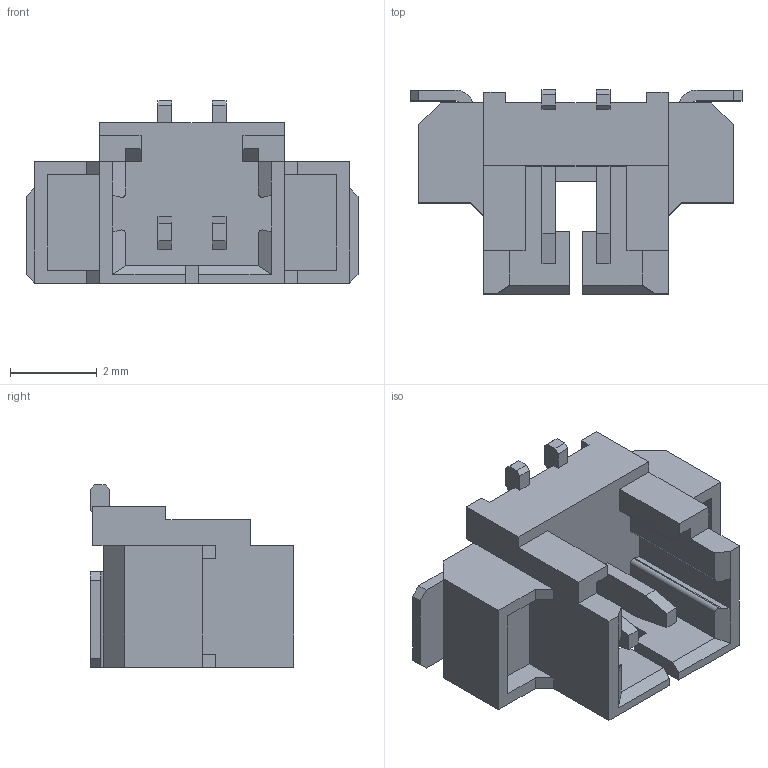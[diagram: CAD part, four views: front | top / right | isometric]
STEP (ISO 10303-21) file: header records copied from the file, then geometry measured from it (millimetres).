
FILE_DESCRIPTION(('STEP AP242'),'1');
FILE_NAME('0533980271.stp','2024-12-17T06:45:02',('TraceParts'),('TraceParts S.A.'),'Spatial InterOp 3D',' ',' ');
FILE_SCHEMA(('AP242_MANAGED_MODEL_BASED_3D_ENGINEERING_MIM_LF {1 0 10303 442 1 1 4}'));
Length unit declared in the file: millimetre
Products named in the file (1): 0533980271
Bounding box: 7.65 x 4.7 x 4.2 mm (x, y, z)
Volume: 55.4 mm3; surface area: 181.5 mm2
Topology: 1 solids, 1 shells, 132 faces, 376 edges, 248 vertices
Faces by surface type: plane 120, cylinder 12
Entity records: 4245 total; most frequent: CARTESIAN_POINT 757, ORIENTED_EDGE 752, DIRECTION 666, EDGE_CURVE 376, LINE 352, VECTOR 352, VERTEX_POINT 248, AXIS2_PLACEMENT_3D 157
